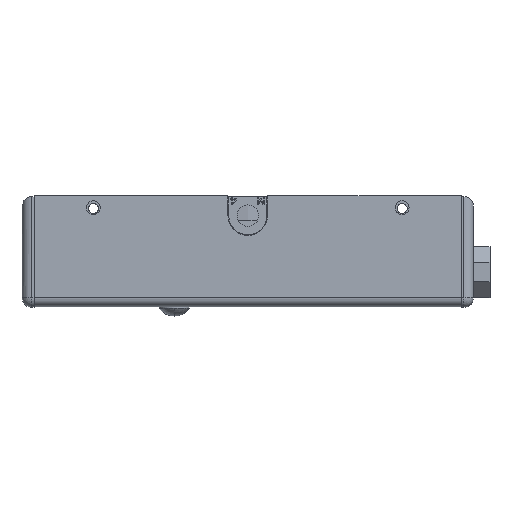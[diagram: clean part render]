
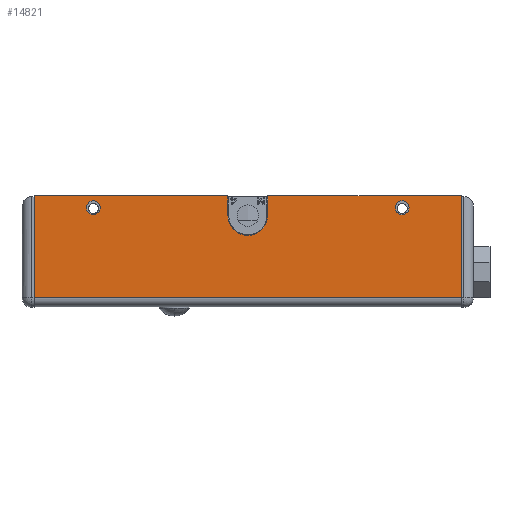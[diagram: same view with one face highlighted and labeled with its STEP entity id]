
A CAD part, front view. The second image highlights one B-rep face of the part: STEP entity #14821.
In plain terms, the highlighted planar face has unit normal (0, -1, 0).
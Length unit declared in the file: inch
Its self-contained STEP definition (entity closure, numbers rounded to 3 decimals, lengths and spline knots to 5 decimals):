
#4 = VERTEX_POINT ( 'NONE', #32255 ) ;
#11 = VERTEX_POINT ( 'NONE', #32248 ) ;
#12 = EDGE_CURVE ( 'NONE', #4, #11, #32247, .T. ) ;
#19 = EDGE_CURVE ( 'NONE', #32280, #32162, #32393, .T. ) ;
#14734 = EDGE_CURVE ( 'NONE', #14736, #14767, #32412, .T. ) ;
#14736 = VERTEX_POINT ( 'NONE', #32403 ) ;
#14755 = EDGE_CURVE ( 'NONE', #14756, #14736, #32578, .T. ) ;
#14756 = VERTEX_POINT ( 'NONE', #32570 ) ;
#14766 = EDGE_CURVE ( 'NONE', #14767, #14792, #32562, .T. ) ;
#14767 = VERTEX_POINT ( 'NONE', #32558 ) ;
#14790 = EDGE_CURVE ( 'NONE', #14792, #4, #32676, .T. ) ;
#14792 = VERTEX_POINT ( 'NONE', #32671 ) ;
#14798 = EDGE_LOOP ( 'NONE', ( #14799, #14800 ) ) ;
#14799 = ORIENTED_EDGE ( 'NONE', *, *, #32229, .T. ) ;
#14800 = ORIENTED_EDGE ( 'NONE', *, *, #32080, .T. ) ;
#14801 = EDGE_LOOP ( 'NONE', ( #14802, #14804 ) ) ;
#14802 = ORIENTED_EDGE ( 'NONE', *, *, #32027, .F. ) ;
#14804 = ORIENTED_EDGE ( 'NONE', *, *, #32213, .F. ) ;
#14818 = EDGE_CURVE ( 'NONE', #32162, #14756, #32704, .T. ) ;
#14821 = ADVANCED_FACE ( 'NONE', ( #32799, #32798, #32797 ), #32754, .F. ) ;
#14823 = EDGE_LOOP ( 'NONE', ( #14824, #14825, #14827, #14828, #14829, #14830, #14920, #14924 ) ) ;
#14824 = ORIENTED_EDGE ( 'NONE', *, *, #14818, .T. ) ;
#14825 = ORIENTED_EDGE ( 'NONE', *, *, #14755, .T. ) ;
#14827 = ORIENTED_EDGE ( 'NONE', *, *, #14734, .T. ) ;
#14828 = ORIENTED_EDGE ( 'NONE', *, *, #14766, .T. ) ;
#14829 = ORIENTED_EDGE ( 'NONE', *, *, #14790, .T. ) ;
#14830 = ORIENTED_EDGE ( 'NONE', *, *, #12, .T. ) ;
#14920 = ORIENTED_EDGE ( 'NONE', *, *, #14921, .F. ) ;
#14921 = EDGE_CURVE ( 'NONE', #32280, #11, #33187, .T. ) ;
#14924 = ORIENTED_EDGE ( 'NONE', *, *, #19, .T. ) ;
#32027 = EDGE_CURVE ( 'NONE', #32028, #32050, #51500, .T. ) ;
#32028 = VERTEX_POINT ( 'NONE', #51493 ) ;
#32030 = VERTEX_POINT ( 'NONE', #51490 ) ;
#32050 = VERTEX_POINT ( 'NONE', #51522 ) ;
#32062 = VERTEX_POINT ( 'NONE', #51627 ) ;
#32080 = EDGE_CURVE ( 'NONE', #32030, #32062, #51656, .T. ) ;
#32162 = VERTEX_POINT ( 'NONE', #51982 ) ;
#32213 = EDGE_CURVE ( 'NONE', #32050, #32028, #52271, .T. ) ;
#32229 = EDGE_CURVE ( 'NONE', #32062, #32030, #52255, .T. ) ;
#32244 = DIRECTION ( 'NONE',  ( 0., 0., -1. ) ) ;
#32245 = VECTOR ( 'NONE', #32244, 39.37008 ) ;
#32246 = CARTESIAN_POINT ( 'NONE',  ( -1.35, -1.0625, -0.349 ) ) ;
#32247 = LINE ( 'NONE', #32246, #32245 ) ;
#32248 = CARTESIAN_POINT ( 'NONE',  ( -1.35, -1.0625, -0.32 ) ) ;
#32255 = CARTESIAN_POINT ( 'NONE',  ( -1.35, -1.0625, 0.321 ) ) ;
#32280 = VERTEX_POINT ( 'NONE', #52329 ) ;
#32389 = DIRECTION ( 'NONE',  ( 0., 0., 1. ) ) ;
#32390 = VECTOR ( 'NONE', #32389, 39.37008 ) ;
#32391 = CARTESIAN_POINT ( 'NONE',  ( 1.35, -1.0625, -0.349 ) ) ;
#32393 = LINE ( 'NONE', #32391, #32390 ) ;
#32403 = CARTESIAN_POINT ( 'NONE',  ( 0.125, -1.0625, 0.196 ) ) ;
#32405 = DIRECTION ( 'NONE',  ( 0., 0., 1. ) ) ;
#32407 = DIRECTION ( 'NONE',  ( 0., 1., 0. ) ) ;
#32409 = CARTESIAN_POINT ( 'NONE',  ( 0., -1.0625, 0.196 ) ) ;
#32411 = AXIS2_PLACEMENT_3D ( 'NONE', #32409, #32407, #32405 ) ;
#32412 = CIRCLE ( 'NONE', #32411, 0.125 ) ;
#32558 = CARTESIAN_POINT ( 'NONE',  ( -0.125, -1.0625, 0.196 ) ) ;
#32559 = DIRECTION ( 'NONE',  ( 0., 0., 1. ) ) ;
#32560 = VECTOR ( 'NONE', #32559, 39.37008 ) ;
#32561 = CARTESIAN_POINT ( 'NONE',  ( -0.125, -1.0625, 0.196 ) ) ;
#32562 = LINE ( 'NONE', #32561, #32560 ) ;
#32570 = CARTESIAN_POINT ( 'NONE',  ( 0.125, -1.0625, 0.321 ) ) ;
#32573 = DIRECTION ( 'NONE',  ( 0., 0., -1. ) ) ;
#32574 = VECTOR ( 'NONE', #32573, 39.37008 ) ;
#32576 = CARTESIAN_POINT ( 'NONE',  ( 0.125, -1.0625, 0.196 ) ) ;
#32578 = LINE ( 'NONE', #32576, #32574 ) ;
#32671 = CARTESIAN_POINT ( 'NONE',  ( -0.125, -1.0625, 0.321 ) ) ;
#32672 = DIRECTION ( 'NONE',  ( -1., 0., 0. ) ) ;
#32673 = VECTOR ( 'NONE', #32672, 39.37008 ) ;
#32674 = CARTESIAN_POINT ( 'NONE',  ( 1.35, -1.0625, 0.321 ) ) ;
#32676 = LINE ( 'NONE', #32674, #32673 ) ;
#32700 = DIRECTION ( 'NONE',  ( -1., 0., 0. ) ) ;
#32701 = VECTOR ( 'NONE', #32700, 39.37008 ) ;
#32702 = CARTESIAN_POINT ( 'NONE',  ( 1.35, -1.0625, 0.321 ) ) ;
#32704 = LINE ( 'NONE', #32702, #32701 ) ;
#32744 = DIRECTION ( 'NONE',  ( 0., 0., 1. ) ) ;
#32746 = DIRECTION ( 'NONE',  ( 0., 1., 0. ) ) ;
#32748 = CARTESIAN_POINT ( 'NONE',  ( 1.35, -1.0625, -0.349 ) ) ;
#32749 = AXIS2_PLACEMENT_3D ( 'NONE', #32748, #32746, #32744 ) ;
#32754 = PLANE ( 'NONE',  #32749 ) ;
#32797 = FACE_BOUND ( 'NONE', #14801, .T. ) ;
#32798 = FACE_BOUND ( 'NONE', #14798, .T. ) ;
#32799 = FACE_OUTER_BOUND ( 'NONE', #14823, .T. ) ;
#33182 = DIRECTION ( 'NONE',  ( -1., 0., 0. ) ) ;
#33183 = VECTOR ( 'NONE', #33182, 39.37008 ) ;
#33185 = CARTESIAN_POINT ( 'NONE',  ( -1.35, -1.0625, -0.32 ) ) ;
#33187 = LINE ( 'NONE', #33185, #33183 ) ;
#51490 = CARTESIAN_POINT ( 'NONE',  ( 0.975, -1.0625, 0.2025 ) ) ;
#51493 = CARTESIAN_POINT ( 'NONE',  ( -0.975, -1.0625, 0.2895 ) ) ;
#51496 = DIRECTION ( 'NONE',  ( 0., 0., 1. ) ) ;
#51497 = DIRECTION ( 'NONE',  ( 0., -1., 0. ) ) ;
#51498 = CARTESIAN_POINT ( 'NONE',  ( -0.975, -1.0625, 0.246 ) ) ;
#51499 = AXIS2_PLACEMENT_3D ( 'NONE', #51498, #51497, #51496 ) ;
#51500 = CIRCLE ( 'NONE', #51499, 0.0435 ) ;
#51522 = CARTESIAN_POINT ( 'NONE',  ( -0.975, -1.0625, 0.2025 ) ) ;
#51627 = CARTESIAN_POINT ( 'NONE',  ( 0.975, -1.0625, 0.2895 ) ) ;
#51652 = DIRECTION ( 'NONE',  ( 0., 0., 1. ) ) ;
#51653 = DIRECTION ( 'NONE',  ( 0., 1., 0. ) ) ;
#51654 = CARTESIAN_POINT ( 'NONE',  ( 0.975, -1.0625, 0.246 ) ) ;
#51655 = AXIS2_PLACEMENT_3D ( 'NONE', #51654, #51653, #51652 ) ;
#51656 = CIRCLE ( 'NONE', #51655, 0.0435 ) ;
#51982 = CARTESIAN_POINT ( 'NONE',  ( 1.35, -1.0625, 0.321 ) ) ;
#52158 = CARTESIAN_POINT ( 'NONE',  ( -0.975, -1.0625, 0.246 ) ) ;
#52247 = DIRECTION ( 'NONE',  ( 0., 0., 1. ) ) ;
#52249 = DIRECTION ( 'NONE',  ( 0., 1., 0. ) ) ;
#52251 = CARTESIAN_POINT ( 'NONE',  ( 0.975, -1.0625, 0.246 ) ) ;
#52253 = AXIS2_PLACEMENT_3D ( 'NONE', #52251, #52249, #52247 ) ;
#52255 = CIRCLE ( 'NONE', #52253, 0.0435 ) ;
#52265 = DIRECTION ( 'NONE',  ( 0., 0., 1. ) ) ;
#52267 = DIRECTION ( 'NONE',  ( 0., -1., 0. ) ) ;
#52269 = AXIS2_PLACEMENT_3D ( 'NONE', #52158, #52267, #52265 ) ;
#52271 = CIRCLE ( 'NONE', #52269, 0.0435 ) ;
#52329 = CARTESIAN_POINT ( 'NONE',  ( 1.35, -1.0625, -0.32 ) ) ;
